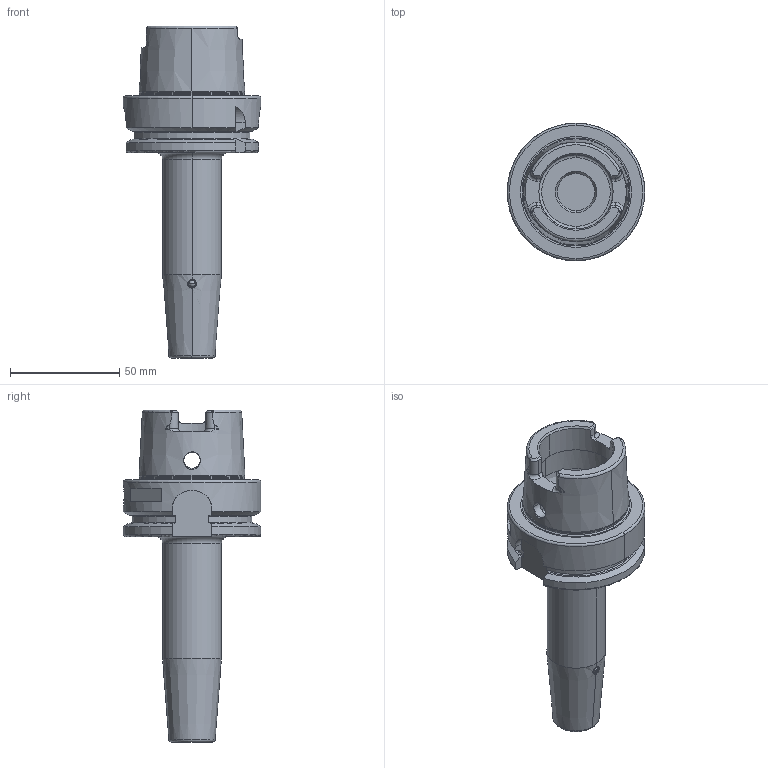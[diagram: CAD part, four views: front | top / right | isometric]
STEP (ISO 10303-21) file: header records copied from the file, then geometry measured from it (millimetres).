
FILE_DESCRIPTION((''),'2;1');
FILE_NAME('A63_70_08_1_K','2020-08-05T',('103090'),(''),'CREO PARAMETRIC BY PTC INC, 2016260','CREO PARAMETRIC BY PTC INC, 2016260','');
FILE_SCHEMA(('CONFIG_CONTROL_DESIGN'));
Length unit declared in the file: millimetre
Products named in the file (1): A63_70_08_1_K
Bounding box: 63 x 63 x 152 mm (x, y, z)
Volume: 127557 mm3; surface area: 32088.9 mm2
Topology: 3 solids, 9 shells, 326 faces, 778 edges, 463 vertices
Faces by surface type: cone 114, cylinder 87, plane 84, torus 37, sphere 4
Entity records: 10265 total; most frequent: CARTESIAN_POINT 2772, DIRECTION 1613, ORIENTED_EDGE 1528, EDGE_CURVE 764, AXIS2_PLACEMENT_3D 664, VERTEX_POINT 463, EDGE_LOOP 349, CIRCLE 335
